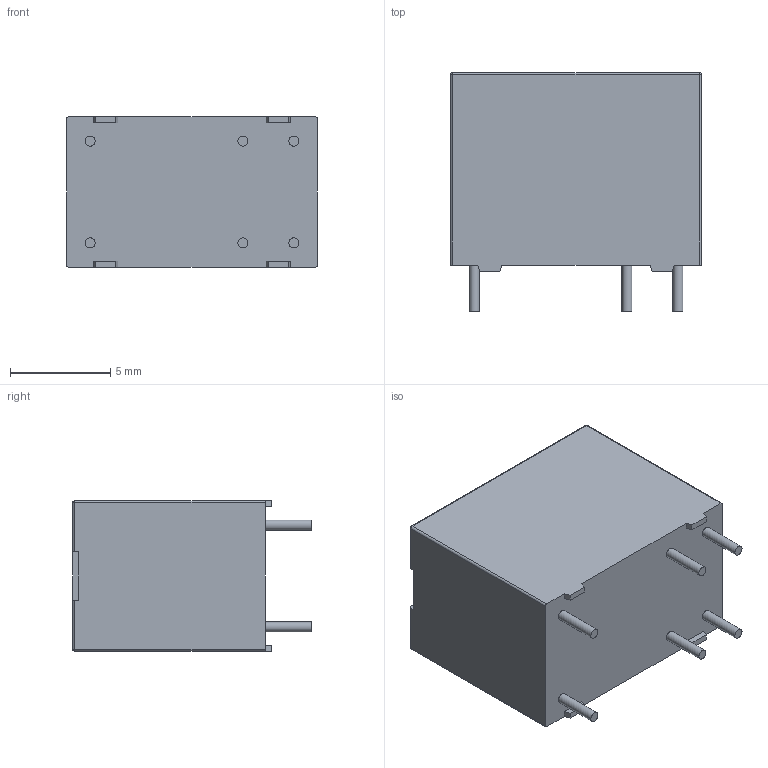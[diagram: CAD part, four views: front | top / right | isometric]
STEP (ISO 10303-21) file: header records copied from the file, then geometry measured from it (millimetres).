
FILE_DESCRIPTION(/* description */ (''),/* implementation_level */ '2;1');
FILE_NAME(/* name */ 'Relay - 1 Pole - Black.step',/* time_stamp */ '2019-10-05T04:08:30+10:00',/* author */ (''),/* organization */ (''),/* preprocessor_version */ 'ST-DEVELOPER v18',/* originating_system */ 'Autodesk Translation Framework v8.6.0.1094',/* authorisation */ '');
FILE_SCHEMA (('AUTOMOTIVE_DESIGN { 1 0 10303 214 3 1 1 }'));
Length unit declared in the file: millimetre
Products named in the file (1): Relay - 1 Pole - Black
Bounding box: 12.5 x 11.9 x 7.5 mm (x, y, z)
Volume: 901.8 mm3; surface area: 596.4 mm2
Topology: 7 solids, 7 shells, 57 faces, 117 edges, 74 vertices
Faces by surface type: plane 38, cylinder 15, sphere 4
Full cylindrical faces by diameter (mm): 0.5 x6
Entity records: 1519 total; most frequent: DIRECTION 263, CARTESIAN_POINT 249, ORIENTED_EDGE 234, EDGE_CURVE 117, AXIS2_PLACEMENT_3D 88, LINE 87, VECTOR 87, VERTEX_POINT 74
